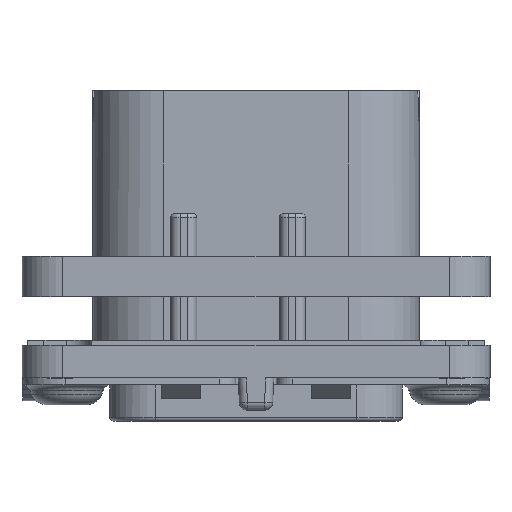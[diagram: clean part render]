
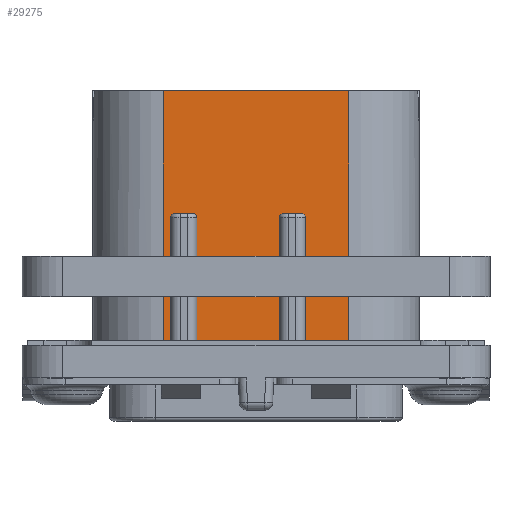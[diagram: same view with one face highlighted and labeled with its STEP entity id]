
A CAD part, front view. The second image highlights one B-rep face of the part: STEP entity #29275.
In plain terms, the highlighted planar face has unit normal (0, -1, 0).
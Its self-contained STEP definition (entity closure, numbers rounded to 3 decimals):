
#1402=DIRECTION('',(1.,0.,0.));
#1403=VECTOR('',#1402,11.4);
#1404=CARTESIAN_POINT('',(-5.7,-9.,17.67));
#1405=LINE('',#1404,#1403);
#5328=DIRECTION('',(1.,0.,0.));
#5329=VECTOR('',#5328,0.45);
#5330=CARTESIAN_POINT('',(-5.7,-9.,2.));
#5331=LINE('',#5330,#5329);
#5421=CARTESIAN_POINT('',(1.69,-9.,9.87));
#5422=DIRECTION('',(0.,1.,0.));
#5423=DIRECTION('',(-1.,0.,0.));
#5424=AXIS2_PLACEMENT_3D('',#5421,#5422,#5423);
#5456=DIRECTION('',(1.,0.,0.));
#5457=VECTOR('',#5456,5.09);
#5458=CARTESIAN_POINT('',(-3.65,-9.,2.));
#5459=LINE('',#5458,#5457);
#5502=CARTESIAN_POINT('',(-3.9,-9.,9.87));
#5503=DIRECTION('',(0.,1.,0.));
#5504=DIRECTION('',(0.,0.,1.));
#5505=AXIS2_PLACEMENT_3D('',#5502,#5503,#5504);
#5515=DIRECTION('',(0.,0.,1.));
#5516=VECTOR('',#5515,7.87);
#5517=CARTESIAN_POINT('',(3.04,-9.,2.));
#5518=LINE('',#5517,#5516);
#5519=DIRECTION('',(1.,0.,0.));
#5520=VECTOR('',#5519,1.1);
#5521=CARTESIAN_POINT('',(1.69,-9.,10.12));
#5522=LINE('',#5521,#5520);
#5523=DIRECTION('',(0.,0.,1.));
#5524=VECTOR('',#5523,7.87);
#5525=CARTESIAN_POINT('',(1.44,-9.,2.));
#5526=LINE('',#5525,#5524);
#5527=DIRECTION('',(0.,0.,1.));
#5528=VECTOR('',#5527,7.87);
#5529=CARTESIAN_POINT('',(-3.65,-9.,2.));
#5530=LINE('',#5529,#5528);
#5531=DIRECTION('',(1.,0.,0.));
#5532=VECTOR('',#5531,1.1);
#5533=CARTESIAN_POINT('',(-5.,-9.,10.12));
#5534=LINE('',#5533,#5532);
#5535=DIRECTION('',(0.,0.,1.));
#5536=VECTOR('',#5535,7.87);
#5537=CARTESIAN_POINT('',(-5.25,-9.,2.));
#5538=LINE('',#5537,#5536);
#5539=DIRECTION('',(0.,0.,-1.));
#5540=VECTOR('',#5539,15.67);
#5541=CARTESIAN_POINT('',(-5.7,-9.,17.67));
#5542=LINE('',#5541,#5540);
#5543=DIRECTION('',(0.,0.,-1.));
#5544=VECTOR('',#5543,15.67);
#5545=CARTESIAN_POINT('',(5.7,-9.,17.67));
#5546=LINE('',#5545,#5544);
#5560=CARTESIAN_POINT('',(2.79,-9.,9.87));
#5561=DIRECTION('',(0.,1.,0.));
#5562=DIRECTION('',(0.,0.,1.));
#5563=AXIS2_PLACEMENT_3D('',#5560,#5561,#5562);
#5610=DIRECTION('',(1.,0.,0.));
#5611=VECTOR('',#5610,2.66);
#5612=CARTESIAN_POINT('',(3.04,-9.,2.));
#5613=LINE('',#5612,#5611);
#11751=CARTESIAN_POINT('',(-5.,-9.,9.87));
#11752=DIRECTION('',(0.,1.,0.));
#11753=DIRECTION('',(-1.,0.,0.));
#11754=AXIS2_PLACEMENT_3D('',#11751,#11752,#11753);
#18498=CARTESIAN_POINT('',(-5.7,-9.,17.67));
#18499=CARTESIAN_POINT('',(-5.7,-9.,2.));
#18500=VERTEX_POINT('',#18498);
#18501=VERTEX_POINT('',#18499);
#18502=CARTESIAN_POINT('',(5.7,-9.,17.67));
#18503=CARTESIAN_POINT('',(5.7,-9.,2.));
#18504=VERTEX_POINT('',#18502);
#18505=VERTEX_POINT('',#18503);
#18656=CARTESIAN_POINT('',(-5.25,-9.,2.));
#18657=VERTEX_POINT('',#18656);
#18658=CARTESIAN_POINT('',(-3.65,-9.,2.));
#18659=CARTESIAN_POINT('',(1.44,-9.,2.));
#18660=VERTEX_POINT('',#18658);
#18661=VERTEX_POINT('',#18659);
#18662=CARTESIAN_POINT('',(3.04,-9.,2.));
#18663=VERTEX_POINT('',#18662);
#21133=CARTESIAN_POINT('',(-3.65,-9.,9.87));
#21135=VERTEX_POINT('',#21133);
#21137=CARTESIAN_POINT('',(-3.9,-9.,10.12));
#21139=VERTEX_POINT('',#21137);
#21160=CARTESIAN_POINT('',(-5.,-9.,10.12));
#21161=VERTEX_POINT('',#21160);
#21162=CARTESIAN_POINT('',(-5.25,-9.,9.87));
#21163=VERTEX_POINT('',#21162);
#21165=CARTESIAN_POINT('',(3.04,-9.,9.87));
#21167=VERTEX_POINT('',#21165);
#21169=CARTESIAN_POINT('',(2.79,-9.,10.12));
#21171=VERTEX_POINT('',#21169);
#21172=CARTESIAN_POINT('',(1.69,-9.,10.12));
#21174=VERTEX_POINT('',#21172);
#21176=CARTESIAN_POINT('',(1.44,-9.,9.87));
#21178=VERTEX_POINT('',#21176);
#29247=CARTESIAN_POINT('',(-10.05,-9.,2.));
#29248=DIRECTION('',(0.,-1.,0.));
#29249=DIRECTION('',(1.,0.,0.));
#29250=AXIS2_PLACEMENT_3D('',#29247,#29248,#29249);
#29251=PLANE('',#29250);
#29253=ORIENTED_EDGE('',*,*,#29252,.T.);
#29255=ORIENTED_EDGE('',*,*,#29254,.F.);
#29256=ORIENTED_EDGE('',*,*,#29090,.F.);
#29257=ORIENTED_EDGE('',*,*,#29122,.F.);
#29258=ORIENTED_EDGE('',*,*,#29137,.F.);
#29259=ORIENTED_EDGE('',*,*,#29167,.F.);
#29260=ORIENTED_EDGE('',*,*,#29240,.T.);
#29261=ORIENTED_EDGE('',*,*,#29229,.F.);
#29262=ORIENTED_EDGE('',*,*,#29215,.F.);
#29264=ORIENTED_EDGE('',*,*,#29263,.F.);
#29266=ORIENTED_EDGE('',*,*,#29265,.F.);
#29267=ORIENTED_EDGE('',*,*,#28978,.F.);
#29268=ORIENTED_EDGE('',*,*,#23427,.F.);
#29269=ORIENTED_EDGE('',*,*,#23612,.T.);
#29270=ORIENTED_EDGE('',*,*,#23870,.T.);
#29272=ORIENTED_EDGE('',*,*,#29271,.F.);
#29273=EDGE_LOOP('',(#29253,#29255,#29256,#29257,#29258,#29259,#29260,#29261,
#29262,#29264,#29266,#29267,#29268,#29269,#29270,#29272));
#29274=FACE_OUTER_BOUND('',#29273,.F.);
#29275=ADVANCED_FACE('',(#29274),#29251,.T.);
#5425=CIRCLE('',#5424,0.25);
#5506=CIRCLE('',#5505,0.25);
#5564=CIRCLE('',#5563,0.25);
#11755=CIRCLE('',#11754,0.25);
#23427=EDGE_CURVE('',#18500,#18501,#5542,.T.);
#23612=EDGE_CURVE('',#18500,#18504,#1405,.T.);
#23870=EDGE_CURVE('',#18504,#18505,#5546,.T.);
#28978=EDGE_CURVE('',#18501,#18657,#5331,.T.);
#29090=EDGE_CURVE('',#21174,#21171,#5522,.T.);
#29122=EDGE_CURVE('',#21178,#21174,#5425,.T.);
#29137=EDGE_CURVE('',#18661,#21178,#5526,.T.);
#29167=EDGE_CURVE('',#18660,#18661,#5459,.T.);
#29215=EDGE_CURVE('',#21161,#21139,#5534,.T.);
#29229=EDGE_CURVE('',#21139,#21135,#5506,.T.);
#29240=EDGE_CURVE('',#18660,#21135,#5530,.T.);
#29252=EDGE_CURVE('',#18663,#21167,#5518,.T.);
#29254=EDGE_CURVE('',#21171,#21167,#5564,.T.);
#29263=EDGE_CURVE('',#21163,#21161,#11755,.T.);
#29265=EDGE_CURVE('',#18657,#21163,#5538,.T.);
#29271=EDGE_CURVE('',#18663,#18505,#5613,.T.);
